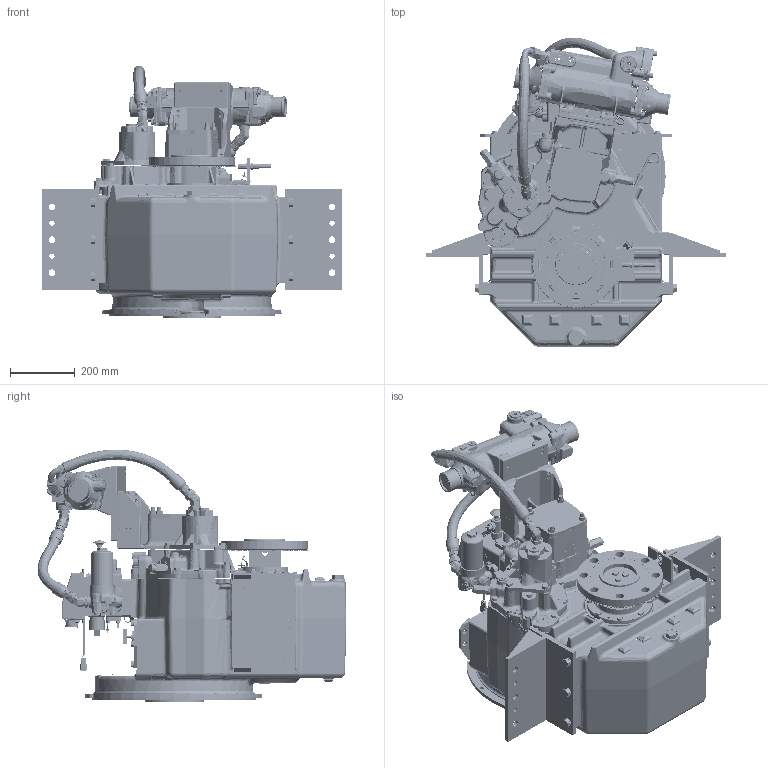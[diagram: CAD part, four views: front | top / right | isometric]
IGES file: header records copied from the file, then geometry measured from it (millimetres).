
Start section: SolidWorks IGES file using analytic representation for surfaces
Global section: file name:  PX13298K.igs; native system: SolidWorks 2021; preprocessor: SolidWorks 2021; author: PDMBatchService; date: 240828.151919; units: millimetre
Bounding box: 927.1 x 952.52 x 779.54 mm (x, y, z)
Surface area: 4397563.7 mm2 (no closed solid volume)
Topology: 0 solids, 0 shells, 5328 faces, 107532 edges, 107431 vertices
Faces by surface type: bspline 3109, revolution 2219
